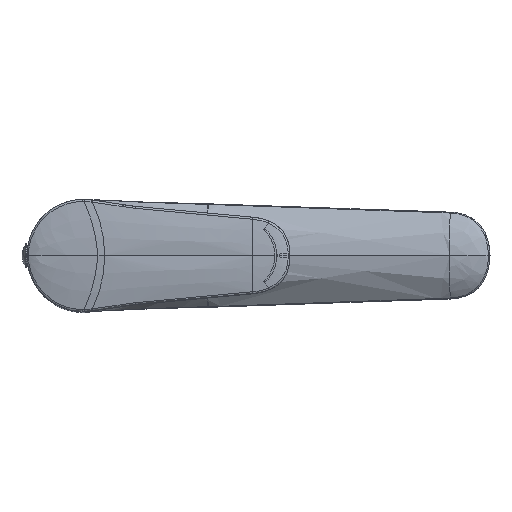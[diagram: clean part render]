
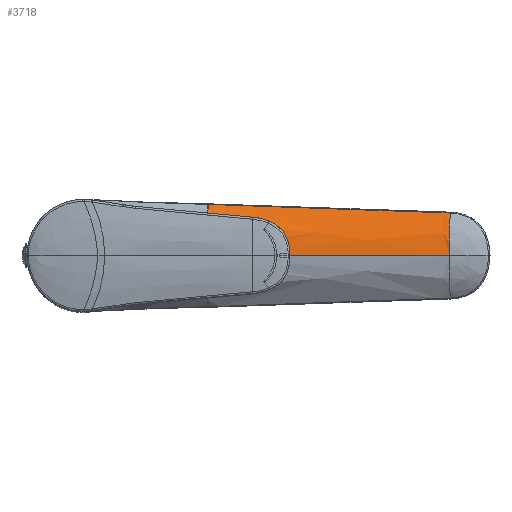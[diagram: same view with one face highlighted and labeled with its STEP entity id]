
A CAD part, top view. The second image highlights one B-rep face of the part: STEP entity #3718.
In plain terms, the highlighted free-form (B-spline) face has degree [3, 1] with [6, 2] control points.
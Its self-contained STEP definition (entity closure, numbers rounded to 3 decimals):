
#257=LINE('',#5521,#383);
#258=LINE('',#5523,#384);
#383=VECTOR('',#4398,97.046);
#384=VECTOR('',#4399,0.038);
#513=B_SPLINE_CURVE_WITH_KNOTS('',3,(#5496,#5497,#5498,#5499,#5500,#5501),
 .UNSPECIFIED.,.F.,.F.,(4,1,1,4),(0.,0.515,0.773,1.),
 .UNSPECIFIED.);
#514=B_SPLINE_CURVE_WITH_KNOTS('',3,(#5516,#5517,#5518,#5519,#5520),
 .UNSPECIFIED.,.F.,.F.,(4,1,4),(-0.5,-0.25,-0.062),
 .UNSPECIFIED.);
#515=B_SPLINE_CURVE_WITH_KNOTS('',3,(#5527,#5528,#5529,#5530,#5531,#5532,
#5533,#5534,#5535,#5536,#5537,#5538,#5539,#5540,#5541,#5542,#5543,#5544,
#5545,#5546,#5547,#5548,#5549,#5550,#5551),.UNSPECIFIED.,.F.,.F.,(4,3,3,
3,3,3,3,3,4),(0.,0.181,0.25,0.411,0.5,0.72,
0.75,0.956,1.),.UNSPECIFIED.);
#752=B_SPLINE_SURFACE_WITH_KNOTS('',3,1,((#5502,#5503),(#5504,#5505),(#5506,
#5507),(#5508,#5509),(#5510,#5511),(#5512,#5513)),.UNSPECIFIED.,.F.,.F.,
 .F.,(4,1,1,4),(2,2),(0.058,0.25,0.5,0.504),(0.,17.273),
 .UNSPECIFIED.);
#823=FACE_OUTER_BOUND('',#1073,.T.);
#1073=EDGE_LOOP('',(#2489,#2490,#2491,#2492,#2493,#2494,#2495));
#1347=CIRCLE('',#4044,6376.815);
#1348=CIRCLE('',#4045,6950.498);
#1531=VERTEX_POINT('',#5237);
#1534=VERTEX_POINT('',#5386);
#1535=VERTEX_POINT('',#5514);
#1536=VERTEX_POINT('',#5515);
#1537=VERTEX_POINT('',#5522);
#1538=VERTEX_POINT('',#5524);
#1539=VERTEX_POINT('',#5526);
#1898=EDGE_CURVE('',#1531,#1534,#513,.T.);
#1899=EDGE_CURVE('',#1535,#1536,#514,.T.);
#1900=EDGE_CURVE('',#1535,#1531,#257,.T.);
#1901=EDGE_CURVE('',#1534,#1537,#258,.T.);
#1902=EDGE_CURVE('',#1537,#1538,#1347,.T.);
#1903=EDGE_CURVE('',#1538,#1539,#515,.T.);
#1904=EDGE_CURVE('',#1539,#1536,#1348,.T.);
#2489=ORIENTED_EDGE('',*,*,#1899,.F.);
#2490=ORIENTED_EDGE('',*,*,#1900,.T.);
#2491=ORIENTED_EDGE('',*,*,#1898,.T.);
#2492=ORIENTED_EDGE('',*,*,#1901,.T.);
#2493=ORIENTED_EDGE('',*,*,#1902,.T.);
#2494=ORIENTED_EDGE('',*,*,#1903,.T.);
#2495=ORIENTED_EDGE('',*,*,#1904,.T.);
#3718=ADVANCED_FACE('',(#823),#752,.F.);
#4044=AXIS2_PLACEMENT_3D('',#5525,#4400,#4401);
#4045=AXIS2_PLACEMENT_3D('',#5552,#4402,#4403);
#4398=DIRECTION('',(1.,0.,0.017));
#4399=DIRECTION('',(-0.998,0.035,-0.046));
#4400=DIRECTION('center_axis',(-0.016,-0.931,-0.366));
#4401=DIRECTION('ref_axis',(-0.057,-0.364,0.93));
#4402=DIRECTION('center_axis',(-0.042,-0.992,0.123));
#4403=DIRECTION('ref_axis',(-0.054,0.125,0.991));
#5237=CARTESIAN_POINT('',(146.888,1.115,220.578));
#5386=CARTESIAN_POINT('',(146.994,18.163,214.538));
#5496=CARTESIAN_POINT('Ctrl Pts',(146.888,1.115,220.578));
#5497=CARTESIAN_POINT('Ctrl Pts',(146.888,4.283,220.578));
#5498=CARTESIAN_POINT('Ctrl Pts',(146.903,9.035,219.728));
#5499=CARTESIAN_POINT('Ctrl Pts',(146.949,14.623,217.115));
#5500=CARTESIAN_POINT('Ctrl Pts',(146.978,17.08,215.416));
#5501=CARTESIAN_POINT('Ctrl Pts',(146.994,18.163,214.538));
#5502=CARTESIAN_POINT('Ctrl Pts',(148.025,21.772,211.031));
#5503=CARTESIAN_POINT('Ctrl Pts',(-24.675,21.772,208.017));
#5504=CARTESIAN_POINT('Ctrl Pts',(147.98,19.566,213.626));
#5505=CARTESIAN_POINT('Ctrl Pts',(-24.72,19.566,210.612));
#5506=CARTESIAN_POINT('Ctrl Pts',(147.893,13.368,218.637));
#5507=CARTESIAN_POINT('Ctrl Pts',(-24.808,13.368,215.623));
#5508=CARTESIAN_POINT('Ctrl Pts',(147.858,5.461,220.614));
#5509=CARTESIAN_POINT('Ctrl Pts',(-24.842,5.461,217.6));
#5510=CARTESIAN_POINT('Ctrl Pts',(147.859,0.96,220.595));
#5511=CARTESIAN_POINT('Ctrl Pts',(-24.842,0.96,217.58));
#5512=CARTESIAN_POINT('Ctrl Pts',(147.859,0.883,220.594));
#5513=CARTESIAN_POINT('Ctrl Pts',(-24.842,0.883,217.579));
#5514=CARTESIAN_POINT('',(49.857,1.115,218.884));
#5515=CARTESIAN_POINT('',(50.021,21.621,209.497));
#5516=CARTESIAN_POINT('Ctrl Pts',(49.857,1.115,218.884));
#5517=CARTESIAN_POINT('Ctrl Pts',(49.857,5.539,218.884));
#5518=CARTESIAN_POINT('Ctrl Pts',(49.891,13.29,216.946));
#5519=CARTESIAN_POINT('Ctrl Pts',(49.977,19.443,212.014));
#5520=CARTESIAN_POINT('Ctrl Pts',(50.021,21.621,209.497));
#5521=CARTESIAN_POINT('',(49.857,1.115,218.884));
#5522=CARTESIAN_POINT('',(146.956,18.165,214.537));
#5523=CARTESIAN_POINT('',(146.994,18.163,214.538));
#5524=CARTESIAN_POINT('',(141.457,18.36,214.281));
#5525=CARTESIAN_POINT('Origin',(502.411,2341.495,-5713.326));
#5526=CARTESIAN_POINT('',(54.908,21.447,209.782));
#5527=CARTESIAN_POINT('Ctrl Pts',(141.457,18.36,214.281));
#5528=CARTESIAN_POINT('Ctrl Pts',(135.381,18.576,213.996));
#5529=CARTESIAN_POINT('Ctrl Pts',(129.465,18.787,213.712));
#5530=CARTESIAN_POINT('Ctrl Pts',(123.715,18.992,213.432));
#5531=CARTESIAN_POINT('Ctrl Pts',(121.509,19.071,213.324));
#5532=CARTESIAN_POINT('Ctrl Pts',(119.327,19.149,213.217));
#5533=CARTESIAN_POINT('Ctrl Pts',(117.17,19.226,213.11));
#5534=CARTESIAN_POINT('Ctrl Pts',(112.172,19.404,212.863));
#5535=CARTESIAN_POINT('Ctrl Pts',(107.308,19.578,212.618));
#5536=CARTESIAN_POINT('Ctrl Pts',(102.564,19.747,212.374));
#5537=CARTESIAN_POINT('Ctrl Pts',(99.925,19.841,212.239));
#5538=CARTESIAN_POINT('Ctrl Pts',(97.323,19.934,212.105));
#5539=CARTESIAN_POINT('Ctrl Pts',(94.756,20.025,211.971));
#5540=CARTESIAN_POINT('Ctrl Pts',(88.44,20.251,211.641));
#5541=CARTESIAN_POINT('Ctrl Pts',(82.338,20.468,211.315));
#5542=CARTESIAN_POINT('Ctrl Pts',(76.441,20.679,210.993));
#5543=CARTESIAN_POINT('Ctrl Pts',(75.635,20.707,210.949));
#5544=CARTESIAN_POINT('Ctrl Pts',(74.832,20.736,210.905));
#5545=CARTESIAN_POINT('Ctrl Pts',(74.034,20.764,210.861));
#5546=CARTESIAN_POINT('Ctrl Pts',(68.559,20.96,210.56));
#5547=CARTESIAN_POINT('Ctrl Pts',(63.264,21.149,210.262));
#5548=CARTESIAN_POINT('Ctrl Pts',(58.149,21.331,209.969));
#5549=CARTESIAN_POINT('Ctrl Pts',(57.06,21.37,209.906));
#5550=CARTESIAN_POINT('Ctrl Pts',(55.98,21.408,209.844));
#5551=CARTESIAN_POINT('Ctrl Pts',(54.908,21.447,209.782));
#5552=CARTESIAN_POINT('Origin',(422.521,-848.22,-6676.289));
